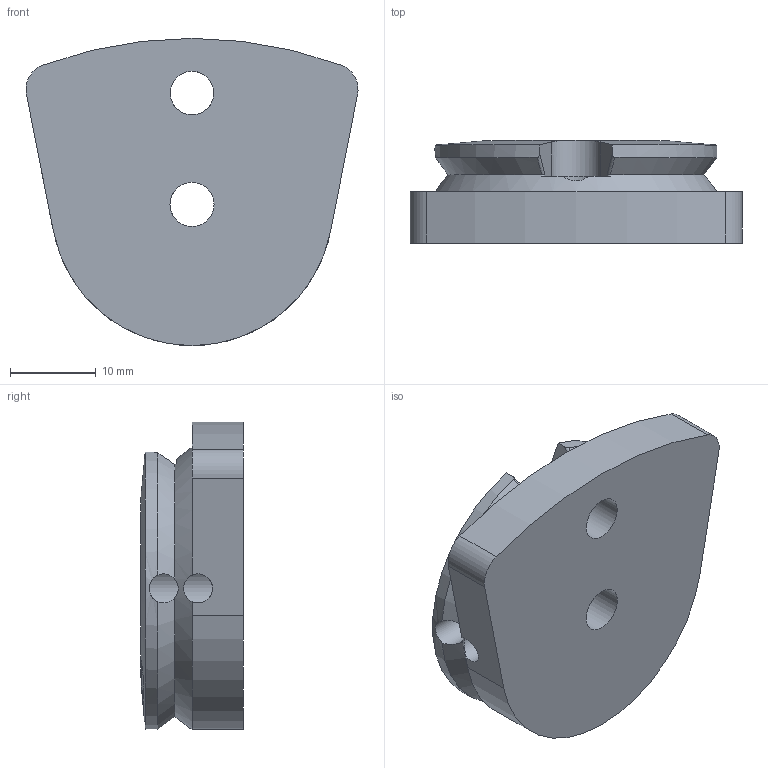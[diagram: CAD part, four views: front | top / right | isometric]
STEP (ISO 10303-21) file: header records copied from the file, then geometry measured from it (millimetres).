
FILE_DESCRIPTION(/* description */ (''),/* implementation_level */ '2;1');
FILE_NAME(/* name */ 'Centered Carriage_carriage_pulley.step',/* time_stamp */ '2020-06-27T11:19:00+01:00',/* author */ (''),/* organization */ (''),/* preprocessor_version */ 'ST-DEVELOPER v18.1',/* originating_system */ 'Autodesk Translation Framework v9.3.0.1241',/* authorisation */ '');
FILE_SCHEMA (('AUTOMOTIVE_DESIGN { 1 0 10303 214 3 1 1 }'));
Length unit declared in the file: millimetre
Products named in the file (1): Centered Carriage_carriage_pulley
Bounding box: 38.8 x 12 x 35.9 mm (x, y, z)
Volume: 10365.7 mm3; surface area: 4186.9 mm2
Topology: 1 solids, 1 shells, 91 faces, 245 edges, 162 vertices
Faces by surface type: bspline 51, cylinder 14, plane 14, cone 12
Full cylindrical faces by diameter (mm): 3.4 x4, 5.1 x1, 5.15 x1
Entity records: 10534 total; most frequent: CARTESIAN_POINT 8466, ORIENTED_EDGE 490, DIRECTION 292, EDGE_CURVE 245, VERTEX_POINT 162, EDGE_LOOP 109, AXIS2_PLACEMENT_3D 98, LINE 96
